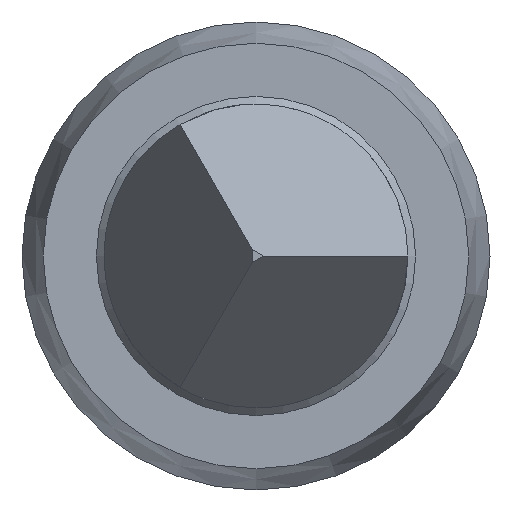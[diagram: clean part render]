
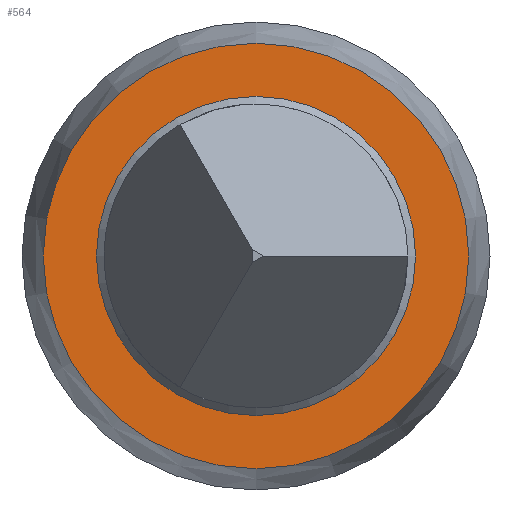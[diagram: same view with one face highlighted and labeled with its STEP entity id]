
A CAD part, left-side view. The second image highlights one B-rep face of the part: STEP entity #564.
In plain terms, the highlighted planar face has unit normal (-1, 0, 0).
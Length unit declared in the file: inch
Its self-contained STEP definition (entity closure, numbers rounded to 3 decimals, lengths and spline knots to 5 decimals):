
#26 = CARTESIAN_POINT ( 'NONE',  ( 0., 0.014, 0. ) ) ;
#64 = AXIS2_PLACEMENT_3D ( 'NONE', #26, #419, #200 ) ;
#84 = CARTESIAN_POINT ( 'NONE',  ( 0., 0., 0. ) ) ;
#86 = EDGE_LOOP ( 'NONE', ( #361 ) ) ;
#87 = DIRECTION ( 'NONE',  ( -1., 0., 0. ) ) ;
#110 = FACE_OUTER_BOUND ( 'NONE', #86, .T. ) ;
#132 = DIRECTION ( 'NONE',  ( 1., 0., 0. ) ) ;
#146 = CIRCLE ( 'NONE', #354, 0.014 ) ;
#156 = CARTESIAN_POINT ( 'NONE',  ( 0., 0., 0.0105 ) ) ;
#167 = EDGE_LOOP ( 'NONE', ( #257 ) ) ;
#200 = DIRECTION ( 'NONE',  ( 0., 0., 1. ) ) ;
#207 = VERTEX_POINT ( 'NONE', #156 ) ;
#228 = EDGE_CURVE ( 'NONE', #207, #207, #303, .T. ) ;
#257 = ORIENTED_EDGE ( 'NONE', *, *, #228, .F. ) ;
#263 = EDGE_CURVE ( 'NONE', #352, #352, #146, .T. ) ;
#301 = DIRECTION ( 'NONE',  ( 0., 0., -1. ) ) ;
#303 = CIRCLE ( 'NONE', #395, 0.0105 ) ;
#318 = PLANE ( 'NONE',  #64 ) ;
#323 = FACE_BOUND ( 'NONE', #167, .T. ) ;
#352 = VERTEX_POINT ( 'NONE', #514 ) ;
#354 = AXIS2_PLACEMENT_3D ( 'NONE', #574, #132, #301 ) ;
#361 = ORIENTED_EDGE ( 'NONE', *, *, #263, .F. ) ;
#390 = DIRECTION ( 'NONE',  ( 0., 0., 1. ) ) ;
#395 = AXIS2_PLACEMENT_3D ( 'NONE', #84, #87, #390 ) ;
#419 = DIRECTION ( 'NONE',  ( -1., 0., 0. ) ) ;
#514 = CARTESIAN_POINT ( 'NONE',  ( 0., 0., -0.014 ) ) ;
#564 = ADVANCED_FACE ( 'NONE', ( #323, #110 ), #318, .T. ) ;
#574 = CARTESIAN_POINT ( 'NONE',  ( 0., 0., 0. ) ) ;
